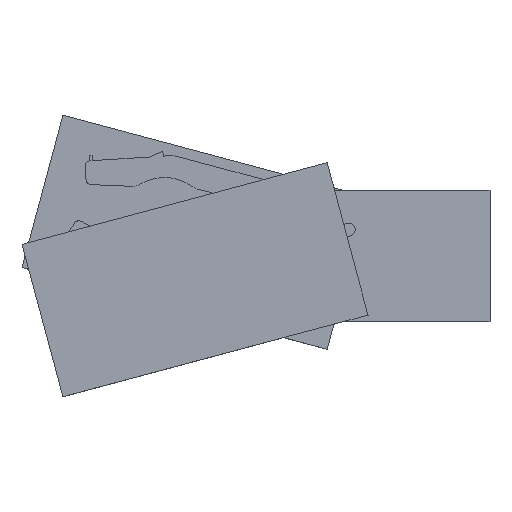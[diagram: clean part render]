
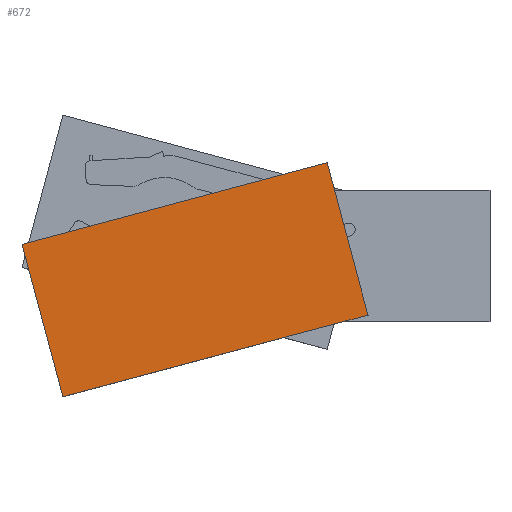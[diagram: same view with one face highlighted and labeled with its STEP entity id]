
A CAD part, top view. The second image highlights one B-rep face of the part: STEP entity #672.
In plain terms, the highlighted planar face has unit normal (0, 0, 1).
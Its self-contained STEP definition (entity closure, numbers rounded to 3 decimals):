
#672=ADVANCED_FACE('',(#867),#788,.T.);
#788=PLANE('',#2832);
#867=FACE_OUTER_BOUND('',#994,.T.);
#994=EDGE_LOOP('',(#1736,#1737,#1738,#1739));
#1172=LINE('',#3846,#1388);
#1176=LINE('',#3854,#1392);
#1179=LINE('',#3860,#1395);
#1181=LINE('',#3863,#1397);
#1388=VECTOR('',#3189,1.);
#1392=VECTOR('',#3195,1.);
#1395=VECTOR('',#3200,1.);
#1397=VECTOR('',#3204,1.);
#1736=ORIENTED_EDGE('',*,*,#2459,.T.);
#1737=ORIENTED_EDGE('',*,*,#2463,.T.);
#1738=ORIENTED_EDGE('',*,*,#2466,.T.);
#1739=ORIENTED_EDGE('',*,*,#2468,.T.);
#2217=VERTEX_POINT('',#3845);
#2218=VERTEX_POINT('',#3847);
#2220=VERTEX_POINT('',#3853);
#2222=VERTEX_POINT('',#3859);
#2459=EDGE_CURVE('',#2218,#2217,#1172,.T.);
#2463=EDGE_CURVE('',#2217,#2220,#1176,.T.);
#2466=EDGE_CURVE('',#2220,#2222,#1179,.T.);
#2468=EDGE_CURVE('',#2222,#2218,#1181,.T.);
#2832=AXIS2_PLACEMENT_3D('',#3865,#3207,#3208);
#3189=DIRECTION('',(0.,-1.,0.));
#3195=DIRECTION('',(1.,0.,0.));
#3200=DIRECTION('',(0.,1.,0.));
#3204=DIRECTION('',(-1.,0.,0.));
#3207=DIRECTION('',(0.,0.,1.));
#3208=DIRECTION('',(1.,0.,0.));
#3845=CARTESIAN_POINT('',(-30.,-60.,24.));
#3846=CARTESIAN_POINT('',(-30.,60.,24.));
#3847=CARTESIAN_POINT('',(-30.,60.,24.));
#3853=CARTESIAN_POINT('',(30.,-60.,24.));
#3854=CARTESIAN_POINT('',(-30.,-60.,24.));
#3859=CARTESIAN_POINT('',(30.,60.,24.));
#3860=CARTESIAN_POINT('',(30.,-60.,24.));
#3863=CARTESIAN_POINT('',(30.,60.,24.));
#3865=CARTESIAN_POINT('',(0.,0.,24.));
